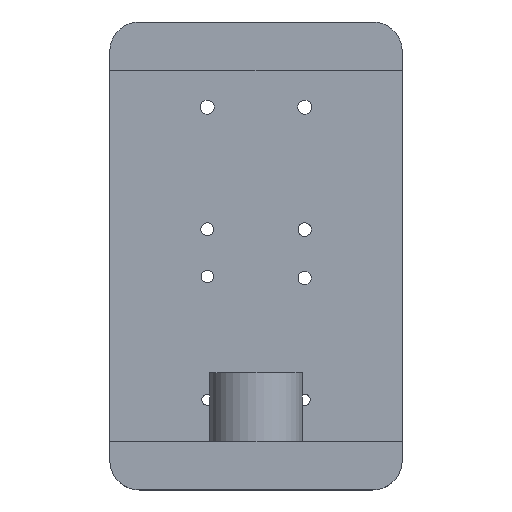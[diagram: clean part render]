
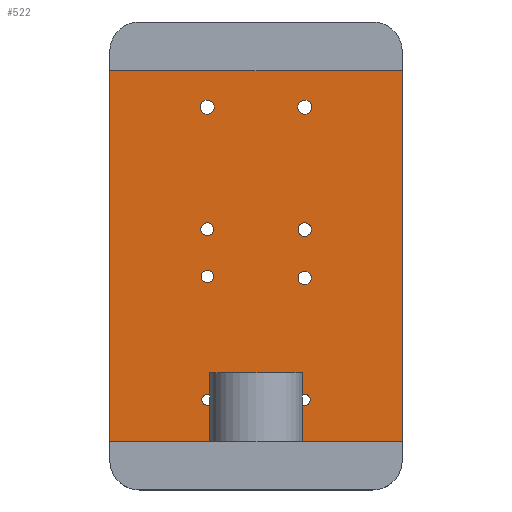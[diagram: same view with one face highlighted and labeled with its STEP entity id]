
A CAD part, top view. The second image highlights one B-rep face of the part: STEP entity #522.
In plain terms, the highlighted planar face has unit normal (0, 0, 1).
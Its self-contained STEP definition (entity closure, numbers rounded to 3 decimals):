
#17=FACE_BOUND('',#85,.T.);
#18=FACE_BOUND('',#86,.T.);
#19=FACE_BOUND('',#87,.T.);
#20=FACE_BOUND('',#88,.T.);
#21=FACE_BOUND('',#89,.T.);
#22=FACE_BOUND('',#90,.T.);
#23=FACE_BOUND('',#91,.T.);
#24=FACE_BOUND('',#92,.T.);
#39=PLANE('',#572);
#54=FACE_OUTER_BOUND('',#84,.T.);
#84=EDGE_LOOP('',(#381,#382,#383,#384));
#85=EDGE_LOOP('',(#385));
#86=EDGE_LOOP('',(#386));
#87=EDGE_LOOP('',(#387));
#88=EDGE_LOOP('',(#388));
#89=EDGE_LOOP('',(#389));
#90=EDGE_LOOP('',(#390));
#91=EDGE_LOOP('',(#391));
#92=EDGE_LOOP('',(#392,#393));
#126=LINE('',#803,#166);
#133=LINE('',#821,#173);
#134=LINE('',#823,#174);
#135=LINE('',#824,#175);
#166=VECTOR('',#646,10.);
#173=VECTOR('',#661,10.);
#174=VECTOR('',#662,10.);
#175=VECTOR('',#663,10.);
#211=CIRCLE('',#573,1.336);
#212=CIRCLE('',#574,1.442);
#213=CIRCLE('',#575,1.144);
#214=CIRCLE('',#576,1.13);
#215=CIRCLE('',#577,1.441);
#216=CIRCLE('',#578,1.36);
#217=CIRCLE('',#579,1.29);
#218=CIRCLE('',#580,1.36);
#219=CIRCLE('',#581,1.336);
#241=VERTEX_POINT('',#801);
#242=VERTEX_POINT('',#802);
#249=VERTEX_POINT('',#820);
#250=VERTEX_POINT('',#822);
#251=VERTEX_POINT('',#825);
#252=VERTEX_POINT('',#827);
#253=VERTEX_POINT('',#829);
#254=VERTEX_POINT('',#831);
#255=VERTEX_POINT('',#833);
#256=VERTEX_POINT('',#835);
#257=VERTEX_POINT('',#837);
#258=VERTEX_POINT('',#839);
#259=VERTEX_POINT('',#840);
#292=EDGE_CURVE('',#241,#242,#126,.T.);
#301=EDGE_CURVE('',#242,#249,#133,.T.);
#302=EDGE_CURVE('',#249,#250,#134,.T.);
#303=EDGE_CURVE('',#250,#241,#135,.T.);
#304=EDGE_CURVE('',#251,#251,#211,.T.);
#305=EDGE_CURVE('',#252,#252,#212,.T.);
#306=EDGE_CURVE('',#253,#253,#213,.T.);
#307=EDGE_CURVE('',#254,#254,#214,.T.);
#308=EDGE_CURVE('',#255,#255,#215,.T.);
#309=EDGE_CURVE('',#256,#256,#216,.T.);
#310=EDGE_CURVE('',#257,#257,#217,.T.);
#311=EDGE_CURVE('',#258,#259,#218,.T.);
#312=EDGE_CURVE('',#259,#258,#219,.T.);
#381=ORIENTED_EDGE('',*,*,#292,.T.);
#382=ORIENTED_EDGE('',*,*,#301,.T.);
#383=ORIENTED_EDGE('',*,*,#302,.T.);
#384=ORIENTED_EDGE('',*,*,#303,.T.);
#385=ORIENTED_EDGE('',*,*,#304,.T.);
#386=ORIENTED_EDGE('',*,*,#305,.T.);
#387=ORIENTED_EDGE('',*,*,#306,.T.);
#388=ORIENTED_EDGE('',*,*,#307,.T.);
#389=ORIENTED_EDGE('',*,*,#308,.T.);
#390=ORIENTED_EDGE('',*,*,#309,.T.);
#391=ORIENTED_EDGE('',*,*,#310,.T.);
#392=ORIENTED_EDGE('',*,*,#311,.T.);
#393=ORIENTED_EDGE('',*,*,#312,.T.);
#522=ADVANCED_FACE('',(#54,#17,#18,#19,#20,#21,#22,#23,#24),#39,.T.);
#572=AXIS2_PLACEMENT_3D('',#819,#659,#660);
#573=AXIS2_PLACEMENT_3D('',#826,#664,#665);
#574=AXIS2_PLACEMENT_3D('',#828,#666,#667);
#575=AXIS2_PLACEMENT_3D('',#830,#668,#669);
#576=AXIS2_PLACEMENT_3D('',#832,#670,#671);
#577=AXIS2_PLACEMENT_3D('',#834,#672,#673);
#578=AXIS2_PLACEMENT_3D('',#836,#674,#675);
#579=AXIS2_PLACEMENT_3D('',#838,#676,#677);
#580=AXIS2_PLACEMENT_3D('',#841,#678,#679);
#581=AXIS2_PLACEMENT_3D('',#842,#680,#681);
#646=DIRECTION('',(-1.,0.,0.));
#659=DIRECTION('center_axis',(0.,0.,1.));
#660=DIRECTION('ref_axis',(1.,0.,0.));
#661=DIRECTION('',(0.,-1.,0.));
#662=DIRECTION('',(1.,0.,0.));
#663=DIRECTION('',(0.,1.,0.));
#664=DIRECTION('center_axis',(0.,0.,-1.));
#665=DIRECTION('ref_axis',(1.,0.,0.));
#666=DIRECTION('center_axis',(0.,0.,-1.));
#667=DIRECTION('ref_axis',(1.,0.,0.));
#668=DIRECTION('center_axis',(0.,0.,-1.));
#669=DIRECTION('ref_axis',(1.,0.,0.));
#670=DIRECTION('center_axis',(0.,0.,-1.));
#671=DIRECTION('ref_axis',(1.,0.,0.));
#672=DIRECTION('center_axis',(0.,0.,-1.));
#673=DIRECTION('ref_axis',(1.,0.,0.));
#674=DIRECTION('center_axis',(0.,0.,-1.));
#675=DIRECTION('ref_axis',(1.,0.,0.));
#676=DIRECTION('center_axis',(0.,0.,-1.));
#677=DIRECTION('ref_axis',(1.,0.,0.));
#678=DIRECTION('center_axis',(0.,0.,-1.));
#679=DIRECTION('ref_axis',(1.,0.,0.));
#680=DIRECTION('center_axis',(0.,0.,-1.));
#681=DIRECTION('ref_axis',(1.,0.,0.));
#801=CARTESIAN_POINT('',(175.,180.,34.));
#802=CARTESIAN_POINT('',(115.,180.,34.));
#803=CARTESIAN_POINT('',(130.,180.,34.));
#819=CARTESIAN_POINT('Origin',(145.,142.,34.));
#820=CARTESIAN_POINT('',(115.,104.,34.));
#821=CARTESIAN_POINT('',(115.,190.,34.));
#822=CARTESIAN_POINT('',(175.,104.,34.));
#823=CARTESIAN_POINT('',(160.,104.,34.));
#824=CARTESIAN_POINT('',(175.,94.,34.));
#825=CARTESIAN_POINT('',(133.664,147.5,34.));
#826=CARTESIAN_POINT('Origin',(135.,147.5,34.));
#827=CARTESIAN_POINT('',(133.548,172.549,34.));
#828=CARTESIAN_POINT('Origin',(134.99,172.549,34.));
#829=CARTESIAN_POINT('',(153.845,112.504,34.));
#830=CARTESIAN_POINT('Origin',(154.989,112.504,34.));
#831=CARTESIAN_POINT('',(133.881,112.504,34.));
#832=CARTESIAN_POINT('Origin',(135.011,112.504,34.));
#833=CARTESIAN_POINT('',(153.548,172.549,34.));
#834=CARTESIAN_POINT('Origin',(154.989,172.549,34.));
#835=CARTESIAN_POINT('',(153.64,137.5,34.));
#836=CARTESIAN_POINT('Origin',(155.,137.5,34.));
#837=CARTESIAN_POINT('',(133.721,137.801,34.));
#838=CARTESIAN_POINT('Origin',(135.011,137.801,34.));
#839=CARTESIAN_POINT('',(156.306,147.781,34.));
#840=CARTESIAN_POINT('',(153.694,147.782,34.));
#841=CARTESIAN_POINT('Origin',(155.,147.4,34.));
#842=CARTESIAN_POINT('Origin',(155.,147.5,34.));
